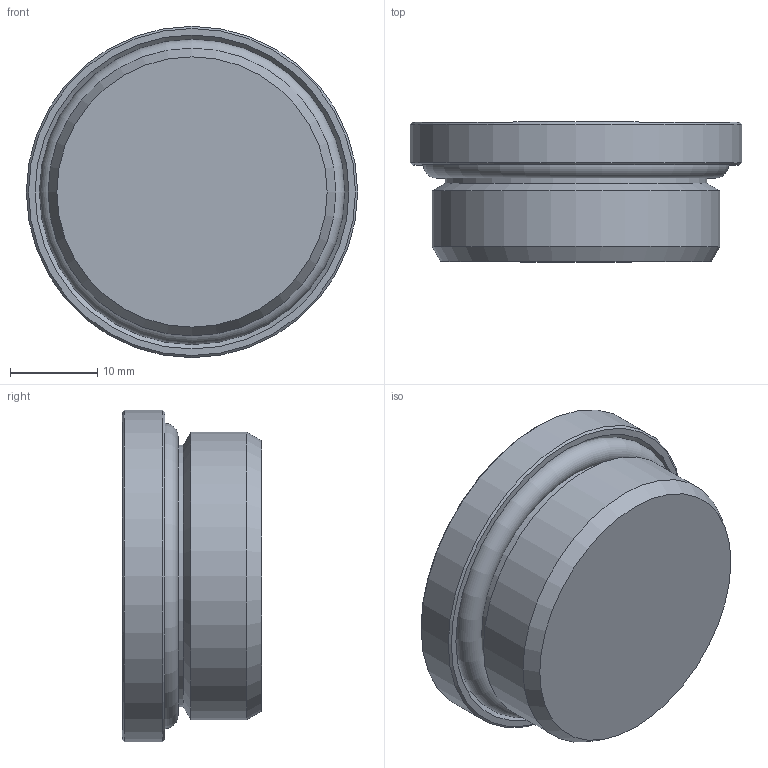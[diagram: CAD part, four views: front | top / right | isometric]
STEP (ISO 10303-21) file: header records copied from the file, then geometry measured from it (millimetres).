
FILE_DESCRIPTION (( 'STEP AP214' ), '1' );
FILE_NAME ('0301500010.STEP', '2013-11-20T14:17:32', ( 'ST01' ), ( '' ), 'SwSTEP 2.0', 'SolidWorks 2012', '' );
FILE_SCHEMA (( 'AUTOMOTIVE_DESIGN' ));
Length unit declared in the file: millimetre
Products named in the file (3): 0301500010; 3015_0301500010900 1"; OR_0002G0021TC00 29x3
Assembly tree (2 placements, depth 2):
  0301500010
    3015_0301500010900 1"
    OR_0002G0021TC00 29x3
Bounding box: 38 x 16 x 38 mm (x, y, z)
Volume: 11384.4 mm3; surface area: 5853.3 mm2
Topology: 2 solids, 2 shells, 36 faces, 87 edges, 55 vertices
Faces by surface type: plane 22, cone 7, cylinder 4, torus 3
Full cylindrical faces by diameter (mm): 19.5 x1, 30 x1, 33 x1, 38 x1
Entity records: 1089 total; most frequent: CARTESIAN_POINT 213, DIRECTION 166, ORIENTED_EDGE 138, EDGE_CURVE 69, AXIS2_PLACEMENT_3D 68, VERTEX_POINT 51, EDGE_LOOP 50, FACE_OUTER_BOUND 41
